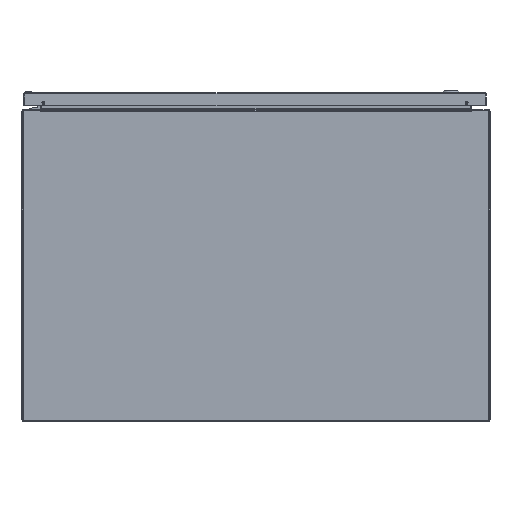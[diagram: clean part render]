
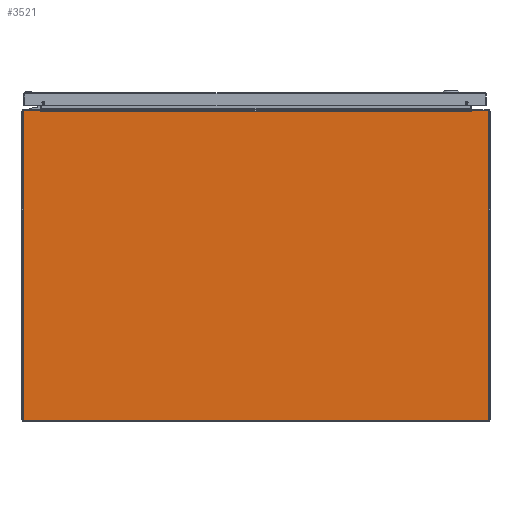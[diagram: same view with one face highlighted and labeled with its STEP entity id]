
A CAD part, front view. The second image highlights one B-rep face of the part: STEP entity #3521.
In plain terms, the highlighted planar face has unit normal (0, -1, 0).
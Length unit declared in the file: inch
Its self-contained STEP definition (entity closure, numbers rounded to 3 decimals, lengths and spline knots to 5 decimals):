
#3521 = ADVANCED_FACE ( 'NONE', ( #120118 ), #162891, .T. ) ;
#6733 = VERTEX_POINT ( 'NONE', #140674 ) ;
#8552 = CARTESIAN_POINT ( 'NONE',  ( -13.8136, -18., 9.883 ) ) ;
#8974 = EDGE_CURVE ( 'NONE', #177170, #126948, #78482, .T. ) ;
#11049 = DIRECTION ( 'NONE',  ( 0., 0., -1. ) ) ;
#11466 = EDGE_LOOP ( 'NONE', ( #70136, #160674, #24720, #143809, #145753, #87688, #33278, #163912, #157426, #145097, #123585, #60025, #29875, #94845 ) ) ;
#11675 = LINE ( 'NONE', #124540, #26019 ) ;
#12038 = DIRECTION ( 'NONE',  ( 0., 0., -1. ) ) ;
#15662 = LINE ( 'NONE', #138880, #27315 ) ;
#17536 = LINE ( 'NONE', #101623, #72937 ) ;
#18638 = CARTESIAN_POINT ( 'NONE',  ( -14.937, -18., 0. ) ) ;
#19726 = CARTESIAN_POINT ( 'NONE',  ( 13.798, -18., 9.883 ) ) ;
#23335 = VERTEX_POINT ( 'NONE', #64539 ) ;
#24720 = ORIENTED_EDGE ( 'NONE', *, *, #72429, .F. ) ;
#25256 = VECTOR ( 'NONE', #135074, 39.37008 ) ;
#25414 = VECTOR ( 'NONE', #62153, 39.37008 ) ;
#26019 = VECTOR ( 'NONE', #181175, 39.37008 ) ;
#27315 = VECTOR ( 'NONE', #12038, 39.37008 ) ;
#29875 = ORIENTED_EDGE ( 'NONE', *, *, #157317, .F. ) ;
#32491 = AXIS2_PLACEMENT_3D ( 'NONE', #121002, #78345, #77452 ) ;
#32819 = EDGE_CURVE ( 'NONE', #6733, #150613, #118236, .T. ) ;
#33105 = DIRECTION ( 'NONE',  ( 0., 1., 0. ) ) ;
#33278 = ORIENTED_EDGE ( 'NONE', *, *, #148330, .F. ) ;
#34918 = DIRECTION ( 'NONE',  ( 0., 0., -1. ) ) ;
#38666 = CARTESIAN_POINT ( 'NONE',  ( 13.80579, -18., 9.883 ) ) ;
#41094 = VERTEX_POINT ( 'NONE', #137031 ) ;
#41156 = CARTESIAN_POINT ( 'NONE',  ( -13.82312, -18., 9.937 ) ) ;
#43263 = CARTESIAN_POINT ( 'NONE',  ( 14.937, -18., 9.857 ) ) ;
#46000 = CARTESIAN_POINT ( 'NONE',  ( 14.857, -18., -9.857 ) ) ;
#52057 = VERTEX_POINT ( 'NONE', #8552 ) ;
#52980 = CARTESIAN_POINT ( 'NONE',  ( -13.80579, -18., 9.883 ) ) ;
#55101 = VECTOR ( 'NONE', #182790, 39.37008 ) ;
#59254 = VECTOR ( 'NONE', #137427, 39.37008 ) ;
#60025 = ORIENTED_EDGE ( 'NONE', *, *, #88559, .T. ) ;
#60585 = VERTEX_POINT ( 'NONE', #122360 ) ;
#62153 = DIRECTION ( 'NONE',  ( -1., 0., 0. ) ) ;
#64539 = CARTESIAN_POINT ( 'NONE',  ( -14.937, -18., 9.857 ) ) ;
#66467 = CARTESIAN_POINT ( 'NONE',  ( -14.857, -18., 9.937 ) ) ;
#66876 = LINE ( 'NONE', #79908, #59254 ) ;
#67493 = VECTOR ( 'NONE', #131922, 39.37008 ) ;
#69190 = EDGE_CURVE ( 'NONE', #60585, #127210, #182239, .T. ) ;
#70136 = ORIENTED_EDGE ( 'NONE', *, *, #107793, .F. ) ;
#72429 = EDGE_CURVE ( 'NONE', #150613, #23335, #145536, .T. ) ;
#72835 = CARTESIAN_POINT ( 'NONE',  ( 13.8136, -18., 9.883 ) ) ;
#72937 = VECTOR ( 'NONE', #73880, 39.37008 ) ;
#73880 = DIRECTION ( 'NONE',  ( 1., 0., 0. ) ) ;
#74567 = AXIS2_PLACEMENT_3D ( 'NONE', #118319, #174958, #107120 ) ;
#74676 = DIRECTION ( 'NONE',  ( 0., 0., -1. ) ) ;
#77106 = VERTEX_POINT ( 'NONE', #89686 ) ;
#77452 = DIRECTION ( 'NONE',  ( 0., 0., -1. ) ) ;
#78345 = DIRECTION ( 'NONE',  ( 0., 1., 0. ) ) ;
#78482 = LINE ( 'NONE', #38666, #25256 ) ;
#79908 = CARTESIAN_POINT ( 'NONE',  ( 0., -18., 9.937 ) ) ;
#81491 = CARTESIAN_POINT ( 'NONE',  ( -14.937, -18., -9.857 ) ) ;
#82598 = LINE ( 'NONE', #52980, #55101 ) ;
#87688 = ORIENTED_EDGE ( 'NONE', *, *, #160416, .F. ) ;
#88559 = EDGE_CURVE ( 'NONE', #126948, #99298, #103817, .T. ) ;
#88759 = VERTEX_POINT ( 'NONE', #66467 ) ;
#89686 = CARTESIAN_POINT ( 'NONE',  ( 14.857, -18., -9.937 ) ) ;
#91926 = CARTESIAN_POINT ( 'NONE',  ( 13.81836, -18., 9.91 ) ) ;
#92853 = CIRCLE ( 'NONE', #158131, 0.08 ) ;
#93099 = CARTESIAN_POINT ( 'NONE',  ( -14.857, -18., 9.857 ) ) ;
#94845 = ORIENTED_EDGE ( 'NONE', *, *, #173868, .F. ) ;
#95180 = CARTESIAN_POINT ( 'NONE',  ( 13.82312, -18., 9.937 ) ) ;
#96024 = DIRECTION ( 'NONE',  ( 0., 1., 0. ) ) ;
#99298 = VERTEX_POINT ( 'NONE', #161629 ) ;
#100477 = VERTEX_POINT ( 'NONE', #95180 ) ;
#101623 = CARTESIAN_POINT ( 'NONE',  ( 0., -18., 9.937 ) ) ;
#103030 = DIRECTION ( 'NONE',  ( 0.174, 0., -0.985 ) ) ;
#103817 = LINE ( 'NONE', #118702, #25414 ) ;
#103988 = LINE ( 'NONE', #91926, #67493 ) ;
#105173 = DIRECTION ( 'NONE',  ( 0., 1., 0. ) ) ;
#107120 = DIRECTION ( 'NONE',  ( 0., 0., -1. ) ) ;
#107793 = EDGE_CURVE ( 'NONE', #88759, #164488, #66876, .T. ) ;
#117014 = LINE ( 'NONE', #173637, #177453 ) ;
#118236 = CIRCLE ( 'NONE', #32491, 0.08 ) ;
#118319 = CARTESIAN_POINT ( 'NONE',  ( 0., -18., 0. ) ) ;
#118702 = CARTESIAN_POINT ( 'NONE',  ( 0., -18., 9.883 ) ) ;
#120118 = FACE_OUTER_BOUND ( 'NONE', #11466, .T. ) ;
#121002 = CARTESIAN_POINT ( 'NONE',  ( -14.857, -18., -9.857 ) ) ;
#121112 = EDGE_CURVE ( 'NONE', #100477, #60585, #17536, .T. ) ;
#121972 = EDGE_CURVE ( 'NONE', #77106, #6733, #11675, .T. ) ;
#122360 = CARTESIAN_POINT ( 'NONE',  ( 14.857, -18., 9.937 ) ) ;
#123585 = ORIENTED_EDGE ( 'NONE', *, *, #8974, .T. ) ;
#124540 = CARTESIAN_POINT ( 'NONE',  ( 0., -18., -9.937 ) ) ;
#126351 = VECTOR ( 'NONE', #174278, 39.37008 ) ;
#126948 = VERTEX_POINT ( 'NONE', #19726 ) ;
#127210 = VERTEX_POINT ( 'NONE', #43263 ) ;
#131922 = DIRECTION ( 'NONE',  ( -0.174, 0., -0.985 ) ) ;
#132931 = EDGE_CURVE ( 'NONE', #100477, #177170, #103988, .T. ) ;
#135074 = DIRECTION ( 'NONE',  ( -1., 0., 0. ) ) ;
#135871 = AXIS2_PLACEMENT_3D ( 'NONE', #46000, #33105, #74676 ) ;
#137031 = CARTESIAN_POINT ( 'NONE',  ( 14.937, -18., -9.857 ) ) ;
#137427 = DIRECTION ( 'NONE',  ( 1., 0., 0. ) ) ;
#138880 = CARTESIAN_POINT ( 'NONE',  ( 14.937, -18., 0. ) ) ;
#140674 = CARTESIAN_POINT ( 'NONE',  ( -14.857, -18., -9.937 ) ) ;
#143809 = ORIENTED_EDGE ( 'NONE', *, *, #32819, .F. ) ;
#144761 = CIRCLE ( 'NONE', #135871, 0.08 ) ;
#145097 = ORIENTED_EDGE ( 'NONE', *, *, #132931, .T. ) ;
#145536 = LINE ( 'NONE', #18638, #126351 ) ;
#145753 = ORIENTED_EDGE ( 'NONE', *, *, #121972, .F. ) ;
#148330 = EDGE_CURVE ( 'NONE', #127210, #41094, #15662, .T. ) ;
#150613 = VERTEX_POINT ( 'NONE', #81491 ) ;
#155667 = AXIS2_PLACEMENT_3D ( 'NONE', #165742, #96024, #11049 ) ;
#157317 = EDGE_CURVE ( 'NONE', #52057, #99298, #82598, .T. ) ;
#157426 = ORIENTED_EDGE ( 'NONE', *, *, #121112, .F. ) ;
#158131 = AXIS2_PLACEMENT_3D ( 'NONE', #93099, #105173, #34918 ) ;
#160416 = EDGE_CURVE ( 'NONE', #41094, #77106, #144761, .T. ) ;
#160674 = ORIENTED_EDGE ( 'NONE', *, *, #178764, .F. ) ;
#161629 = CARTESIAN_POINT ( 'NONE',  ( -13.798, -18., 9.883 ) ) ;
#162891 = PLANE ( 'NONE',  #74567 ) ;
#163912 = ORIENTED_EDGE ( 'NONE', *, *, #69190, .F. ) ;
#164488 = VERTEX_POINT ( 'NONE', #41156 ) ;
#165742 = CARTESIAN_POINT ( 'NONE',  ( 14.857, -18., 9.857 ) ) ;
#173637 = CARTESIAN_POINT ( 'NONE',  ( -13.81836, -18., 9.91 ) ) ;
#173868 = EDGE_CURVE ( 'NONE', #164488, #52057, #117014, .T. ) ;
#174278 = DIRECTION ( 'NONE',  ( 0., 0., 1. ) ) ;
#174958 = DIRECTION ( 'NONE',  ( 0., -1., 0. ) ) ;
#177170 = VERTEX_POINT ( 'NONE', #72835 ) ;
#177453 = VECTOR ( 'NONE', #103030, 39.37008 ) ;
#178764 = EDGE_CURVE ( 'NONE', #23335, #88759, #92853, .T. ) ;
#181175 = DIRECTION ( 'NONE',  ( -1., 0., 0. ) ) ;
#182239 = CIRCLE ( 'NONE', #155667, 0.08 ) ;
#182790 = DIRECTION ( 'NONE',  ( 1., 0., 0. ) ) ;
